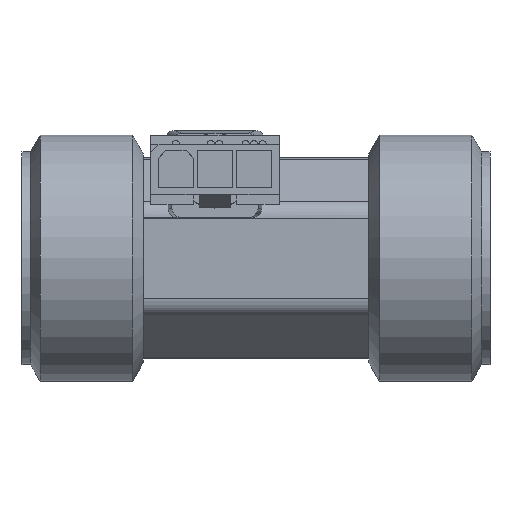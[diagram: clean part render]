
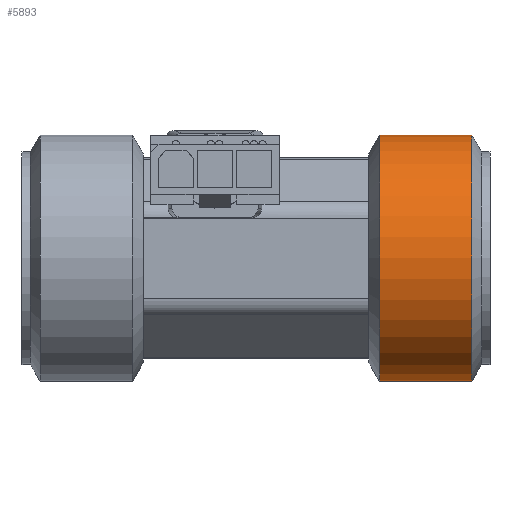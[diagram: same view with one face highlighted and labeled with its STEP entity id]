
A CAD part, top view. The second image highlights one B-rep face of the part: STEP entity #5893.
In plain terms, the highlighted cylindrical face has radius 13.22 mm (diameter 26.44 mm), a full revolution.
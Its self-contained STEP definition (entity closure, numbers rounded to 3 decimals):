
#487=FACE_OUTER_BOUND('',#836,.T.);
#836=EDGE_LOOP('',(#4772,#4773,#4774,#4775,#4776,#4777));
#1281=LINE('',#9342,#1854);
#1854=VECTOR('',#7547,13.22);
#2414=CIRCLE('',#6424,13.22);
#2415=CIRCLE('',#6427,13.22);
#2416=CIRCLE('',#6428,13.22);
#2417=CIRCLE('',#6429,13.22);
#2759=VERTEX_POINT('',#9334);
#2760=VERTEX_POINT('',#9341);
#2761=VERTEX_POINT('',#9343);
#2762=VERTEX_POINT('',#9345);
#3481=EDGE_CURVE('',#2759,#2759,#2414,.T.);
#3484=EDGE_CURVE('',#2759,#2760,#1281,.T.);
#3485=EDGE_CURVE('',#2760,#2761,#2415,.T.);
#3486=EDGE_CURVE('',#2761,#2762,#2416,.T.);
#3487=EDGE_CURVE('',#2762,#2760,#2417,.T.);
#4772=ORIENTED_EDGE('',*,*,#3481,.F.);
#4773=ORIENTED_EDGE('',*,*,#3484,.T.);
#4774=ORIENTED_EDGE('',*,*,#3485,.T.);
#4775=ORIENTED_EDGE('',*,*,#3486,.T.);
#4776=ORIENTED_EDGE('',*,*,#3487,.T.);
#4777=ORIENTED_EDGE('',*,*,#3484,.F.);
#5713=CYLINDRICAL_SURFACE('',#6426,13.22);
#5893=ADVANCED_FACE('',(#487),#5713,.T.);
#6424=AXIS2_PLACEMENT_3D('',#9336,#7539,#7540);
#6426=AXIS2_PLACEMENT_3D('',#9340,#7545,#7546);
#6427=AXIS2_PLACEMENT_3D('',#9344,#7548,#7549);
#6428=AXIS2_PLACEMENT_3D('',#9346,#7550,#7551);
#6429=AXIS2_PLACEMENT_3D('',#9347,#7552,#7553);
#7539=DIRECTION('center_axis',(-1.,0.,0.));
#7540=DIRECTION('ref_axis',(0.,0.,1.));
#7545=DIRECTION('center_axis',(1.,0.,0.));
#7546=DIRECTION('ref_axis',(0.,0.,1.));
#7547=DIRECTION('',(1.,0.,0.));
#7548=DIRECTION('center_axis',(-1.,0.,0.));
#7549=DIRECTION('ref_axis',(0.,0.,1.));
#7550=DIRECTION('center_axis',(-1.,0.,0.));
#7551=DIRECTION('ref_axis',(0.,0.,1.));
#7552=DIRECTION('center_axis',(-1.,0.,0.));
#7553=DIRECTION('ref_axis',(0.,0.,1.));
#9334=CARTESIAN_POINT('',(13.255,0.,-13.22));
#9336=CARTESIAN_POINT('Origin',(13.255,0.,
0.));
#9340=CARTESIAN_POINT('Origin',(25.1,0.,0.));
#9341=CARTESIAN_POINT('',(23.152,0.,-13.22));
#9342=CARTESIAN_POINT('',(25.1,0.,-13.22));
#9343=CARTESIAN_POINT('',(23.152,-13.22,0.));
#9344=CARTESIAN_POINT('Origin',(23.152,0.,
0.));
#9345=CARTESIAN_POINT('',(23.152,13.22,0.));
#9346=CARTESIAN_POINT('Origin',(23.152,0.,
0.));
#9347=CARTESIAN_POINT('Origin',(23.152,0.,
0.));
